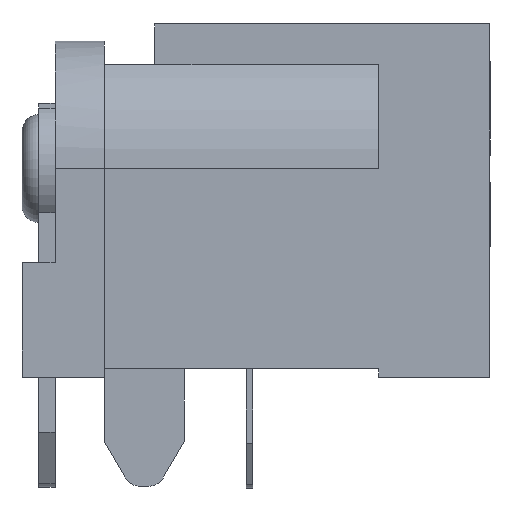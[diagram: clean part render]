
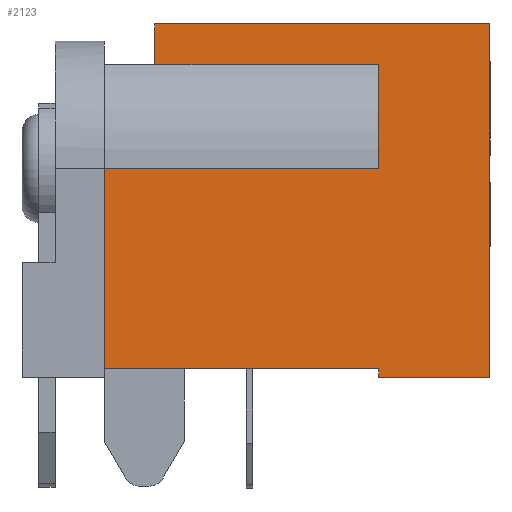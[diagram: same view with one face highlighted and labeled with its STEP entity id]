
A CAD part, front view. The second image highlights one B-rep face of the part: STEP entity #2123.
In plain terms, the highlighted planar face has unit normal (0, -1, 0).
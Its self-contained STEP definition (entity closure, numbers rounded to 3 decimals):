
#138=FACE_OUTER_BOUND('',#252,.T.);
#252=EDGE_LOOP('',(#1493,#1494,#1495,#1496,#1497,#1498,#1499,#1500,#1501,
#1502));
#448=LINE('',#3443,#669);
#449=LINE('',#3445,#670);
#450=LINE('',#3447,#671);
#451=LINE('',#3449,#672);
#452=LINE('',#3451,#673);
#453=LINE('',#3453,#674);
#454=LINE('',#3455,#675);
#455=LINE('',#3457,#676);
#456=LINE('',#3459,#677);
#457=LINE('',#3460,#678);
#669=VECTOR('',#2554,1000.);
#670=VECTOR('',#2555,1000.);
#671=VECTOR('',#2556,1000.);
#672=VECTOR('',#2557,1000.);
#673=VECTOR('',#2558,1000.);
#674=VECTOR('',#2559,1000.);
#675=VECTOR('',#2560,1000.);
#676=VECTOR('',#2561,1000.);
#677=VECTOR('',#2562,1000.);
#678=VECTOR('',#2563,1000.);
#939=VERTEX_POINT('',#3441);
#940=VERTEX_POINT('',#3442);
#941=VERTEX_POINT('',#3444);
#942=VERTEX_POINT('',#3446);
#943=VERTEX_POINT('',#3448);
#944=VERTEX_POINT('',#3450);
#945=VERTEX_POINT('',#3452);
#946=VERTEX_POINT('',#3454);
#947=VERTEX_POINT('',#3456);
#948=VERTEX_POINT('',#3458);
#1160=EDGE_CURVE('',#939,#940,#448,.T.);
#1161=EDGE_CURVE('',#940,#941,#449,.T.);
#1162=EDGE_CURVE('',#941,#942,#450,.T.);
#1163=EDGE_CURVE('',#942,#943,#451,.T.);
#1164=EDGE_CURVE('',#943,#944,#452,.T.);
#1165=EDGE_CURVE('',#944,#945,#453,.T.);
#1166=EDGE_CURVE('',#945,#946,#454,.T.);
#1167=EDGE_CURVE('',#946,#947,#455,.T.);
#1168=EDGE_CURVE('',#947,#948,#456,.T.);
#1169=EDGE_CURVE('',#939,#948,#457,.T.);
#1493=ORIENTED_EDGE('',*,*,#1160,.T.);
#1494=ORIENTED_EDGE('',*,*,#1161,.T.);
#1495=ORIENTED_EDGE('',*,*,#1162,.T.);
#1496=ORIENTED_EDGE('',*,*,#1163,.T.);
#1497=ORIENTED_EDGE('',*,*,#1164,.T.);
#1498=ORIENTED_EDGE('',*,*,#1165,.T.);
#1499=ORIENTED_EDGE('',*,*,#1166,.T.);
#1500=ORIENTED_EDGE('',*,*,#1167,.T.);
#1501=ORIENTED_EDGE('',*,*,#1168,.T.);
#1502=ORIENTED_EDGE('',*,*,#1169,.F.);
#2031=PLANE('',#2292);
#2123=ADVANCED_FACE('',(#138),#2031,.T.);
#2292=AXIS2_PLACEMENT_3D('',#3440,#2552,#2553);
#2552=DIRECTION('center_axis',(0.,-1.,0.));
#2553=DIRECTION('ref_axis',(1.,0.,0.));
#2554=DIRECTION('',(1.,0.,0.));
#2555=DIRECTION('',(0.,0.,1.));
#2556=DIRECTION('',(-1.,0.,0.));
#2557=DIRECTION('',(0.,0.,-1.));
#2558=DIRECTION('',(1.,0.,0.));
#2559=DIRECTION('',(0.,0.,-1.));
#2560=DIRECTION('',(-1.,0.,0.));
#2561=DIRECTION('',(0.,0.,-1.));
#2562=DIRECTION('',(1.,0.,0.));
#2563=DIRECTION('',(0.,0.,1.));
#3440=CARTESIAN_POINT('Origin',(-4.964,-4.775,10.938));
#3441=CARTESIAN_POINT('',(3.81,-4.775,-0.254));
#3442=CARTESIAN_POINT('',(7.265,-4.775,-0.254));
#3443=CARTESIAN_POINT('',(-4.964,-4.775,-0.254));
#3444=CARTESIAN_POINT('',(7.265,-4.775,10.719));
#3445=CARTESIAN_POINT('',(7.265,-4.775,10.938));
#3446=CARTESIAN_POINT('',(-3.15,-4.775,10.719));
#3447=CARTESIAN_POINT('',(-4.964,-4.775,10.719));
#3448=CARTESIAN_POINT('',(-3.15,-4.775,9.449));
#3449=CARTESIAN_POINT('',(-3.15,-4.775,10.744));
#3450=CARTESIAN_POINT('',(3.81,-4.775,9.449));
#3451=CARTESIAN_POINT('',(-4.964,-4.775,9.449));
#3452=CARTESIAN_POINT('',(3.81,-4.775,6.223));
#3453=CARTESIAN_POINT('',(3.81,-4.775,10.938));
#3454=CARTESIAN_POINT('',(-4.724,-4.775,6.223));
#3455=CARTESIAN_POINT('',(-4.964,-4.775,6.223));
#3456=CARTESIAN_POINT('',(-4.724,-4.775,0.));
#3457=CARTESIAN_POINT('',(-4.724,-4.775,10.938));
#3458=CARTESIAN_POINT('',(3.81,-4.775,0.));
#3459=CARTESIAN_POINT('',(-4.964,-4.775,0.));
#3460=CARTESIAN_POINT('',(3.81,-4.775,0.015));
